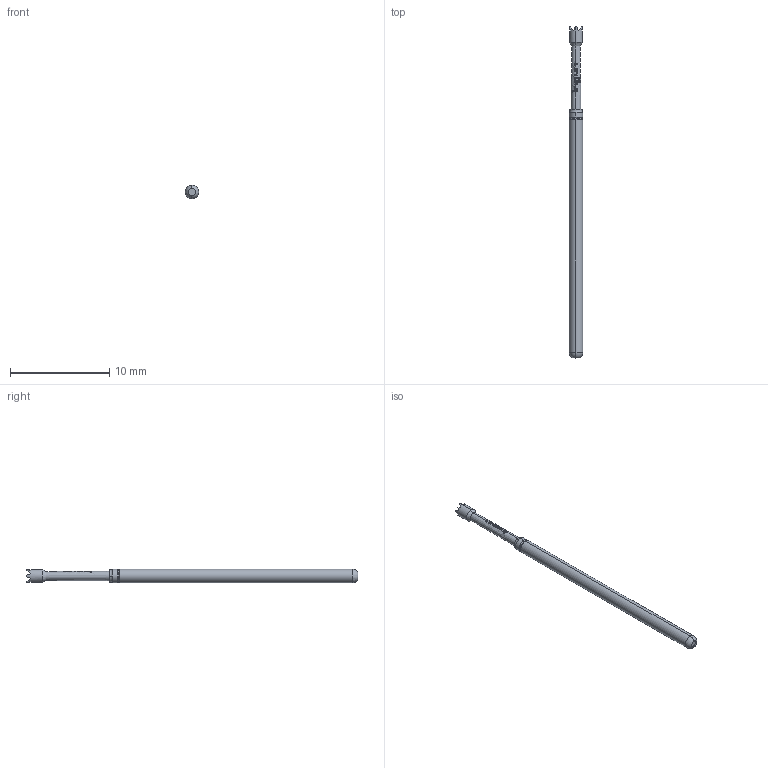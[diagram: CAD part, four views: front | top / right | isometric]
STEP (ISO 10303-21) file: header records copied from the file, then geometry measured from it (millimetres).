
FILE_DESCRIPTION (( 'STEP AP203' ), '1' );
FILE_NAME ('INGUN_GKS-100_306_130_A_xx00.STEP', '2021-10-29T08:54:33', ( 'ochi' ), ( '' ), 'SwSTEP 2.0', 'SolidWorks 2018', '' );
FILE_SCHEMA (( 'CONFIG_CONTROL_DESIGN' ));
Length unit declared in the file: millimetre
Products named in the file (1): INGUN_GKS-100_306_130_A_xx00
Bounding box: 1.37 x 33.4 x 1.37 mm (x, y, z)
Volume: 42.8 mm3; surface area: 137.1 mm2
Topology: 1 solids, 1 shells, 125 faces, 325 edges, 204 vertices
Faces by surface type: bspline 61, plane 30, cone 16, torus 10, cylinder 8
Entity records: 4903 total; most frequent: CARTESIAN_POINT 2405, ORIENTED_EDGE 650, EDGE_CURVE 325, DIRECTION 268, B_SPLINE_CURVE_WITH_KNOTS 205, VERTEX_POINT 204, EDGE_LOOP 127, ADVANCED_FACE 125
